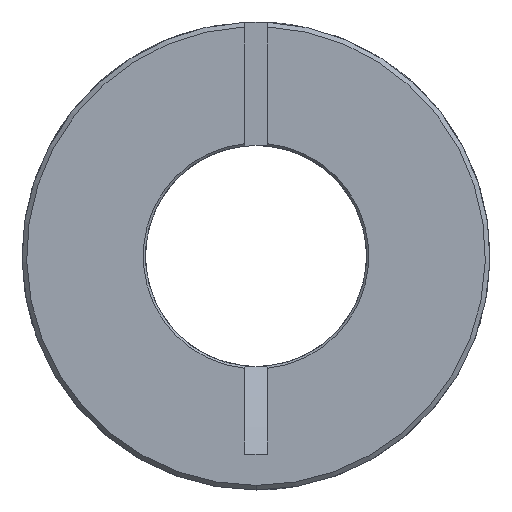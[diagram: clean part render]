
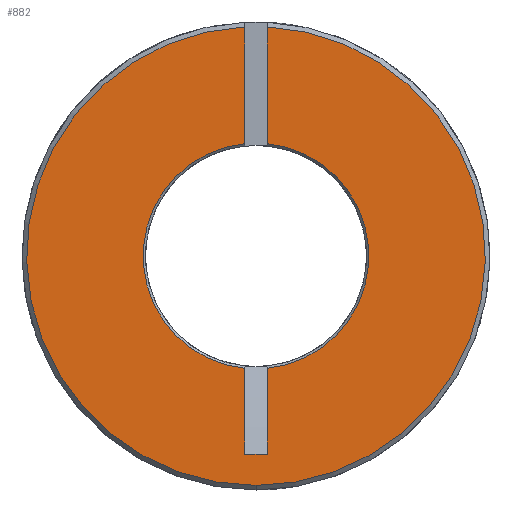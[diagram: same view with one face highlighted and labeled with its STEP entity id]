
A CAD part, left-side view. The second image highlights one B-rep face of the part: STEP entity #882.
In plain terms, the highlighted planar face has unit normal (-1, 0, 0).
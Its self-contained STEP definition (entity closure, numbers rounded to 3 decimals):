
#72 = EDGE_LOOP ( 'NONE', ( #1566, #1580, #1581, #1587, #1592, #1594, #1605, #1608, #1616 ) ) ;
#93 = VERTEX_POINT ( 'NONE', #236 ) ;
#132 = DIRECTION ( 'NONE',  ( -1., 0., 0. ) ) ;
#141 = VERTEX_POINT ( 'NONE', #264 ) ;
#146 = CARTESIAN_POINT ( 'NONE',  ( 0., 0., 0. ) ) ;
#154 = PLANE ( 'NONE',  #928 ) ;
#160 = EDGE_CURVE ( 'NONE', #1875, #1190, #1096, .T. ) ;
#161 = DIRECTION ( 'NONE',  ( 0., 0., 1. ) ) ;
#236 = CARTESIAN_POINT ( 'NONE',  ( 0., 0.61, 12.435 ) ) ;
#247 = VERTEX_POINT ( 'NONE', #366 ) ;
#249 = DIRECTION ( 'NONE',  ( 0., 0., 1. ) ) ;
#254 = VECTOR ( 'NONE', #257, 1000. ) ;
#256 = CIRCLE ( 'NONE', #553, 12.45 ) ;
#257 = DIRECTION ( 'NONE',  ( 0., 0., -1. ) ) ;
#264 = CARTESIAN_POINT ( 'NONE',  ( 0., -0.61, -10.753 ) ) ;
#268 = LINE ( 'NONE', #444, #254 ) ;
#270 = VECTOR ( 'NONE', #440, 1000. ) ;
#273 = CIRCLE ( 'NONE', #556, 6.125 ) ;
#276 = VECTOR ( 'NONE', #377, 1000. ) ;
#278 = LINE ( 'NONE', #421, #270 ) ;
#281 = VECTOR ( 'NONE', #387, 1000. ) ;
#284 = CARTESIAN_POINT ( 'NONE',  ( 0., 0., 0. ) ) ;
#286 = DIRECTION ( 'NONE',  ( -1., 0., 0. ) ) ;
#287 = DIRECTION ( 'NONE',  ( 0., 0., 1. ) ) ;
#291 = VECTOR ( 'NONE', #249, 1000. ) ;
#294 = CIRCLE ( 'NONE', #561, 6.125 ) ;
#296 = LINE ( 'NONE', #382, #276 ) ;
#299 = LINE ( 'NONE', #391, #281 ) ;
#304 = LINE ( 'NONE', #357, #291 ) ;
#351 = CARTESIAN_POINT ( 'NONE',  ( 0., 0.61, -6.095 ) ) ;
#357 = CARTESIAN_POINT ( 'NONE',  ( 0., -0.61, 5.969 ) ) ;
#359 = CARTESIAN_POINT ( 'NONE',  ( 0., 0., 0. ) ) ;
#366 = CARTESIAN_POINT ( 'NONE',  ( 0., -0.61, -6.095 ) ) ;
#369 = DIRECTION ( 'NONE',  ( 1., 0., 0. ) ) ;
#370 = DIRECTION ( 'NONE',  ( 0., 0., 1. ) ) ;
#377 = DIRECTION ( 'NONE',  ( 0., 1., 0. ) ) ;
#382 = CARTESIAN_POINT ( 'NONE',  ( 0., 0., -10.753 ) ) ;
#387 = DIRECTION ( 'NONE',  ( 0., 0., -1. ) ) ;
#391 = CARTESIAN_POINT ( 'NONE',  ( 0., -0.61, 0. ) ) ;
#421 = CARTESIAN_POINT ( 'NONE',  ( 0., 0.61, 0. ) ) ;
#440 = DIRECTION ( 'NONE',  ( 0., 0., 1. ) ) ;
#444 = CARTESIAN_POINT ( 'NONE',  ( 0., 0.61, 12.685 ) ) ;
#500 = CARTESIAN_POINT ( 'NONE',  ( 0., 0., 0. ) ) ;
#503 = DIRECTION ( 'NONE',  ( 1., 0., 0. ) ) ;
#512 = DIRECTION ( 'NONE',  ( 0., 0., 1. ) ) ;
#553 = AXIS2_PLACEMENT_3D ( 'NONE', #918, #895, #755 ) ;
#556 = AXIS2_PLACEMENT_3D ( 'NONE', #500, #503, #512 ) ;
#561 = AXIS2_PLACEMENT_3D ( 'NONE', #359, #369, #370 ) ;
#755 = DIRECTION ( 'NONE',  ( 0., 0., 1. ) ) ;
#882 = ADVANCED_FACE ( 'NONE', ( #1051 ), #154, .T. ) ;
#895 = DIRECTION ( 'NONE',  ( -1., 0., 0. ) ) ;
#918 = CARTESIAN_POINT ( 'NONE',  ( 0., 0., 0. ) ) ;
#928 = AXIS2_PLACEMENT_3D ( 'NONE', #146, #132, #161 ) ;
#1051 = FACE_OUTER_BOUND ( 'NONE', #72, .T. ) ;
#1069 = CARTESIAN_POINT ( 'NONE',  ( 0., 0.61, -10.753 ) ) ;
#1096 = CIRCLE ( 'NONE', #1241, 12.45 ) ;
#1134 = CARTESIAN_POINT ( 'NONE',  ( 0., -0.61, 6.095 ) ) ;
#1190 = VERTEX_POINT ( 'NONE', #1229 ) ;
#1229 = CARTESIAN_POINT ( 'NONE',  ( 0., -0.61, 12.435 ) ) ;
#1241 = AXIS2_PLACEMENT_3D ( 'NONE', #284, #286, #287 ) ;
#1447 = EDGE_CURVE ( 'NONE', #1557, #247, #294, .T. ) ;
#1449 = EDGE_CURVE ( 'NONE', #1557, #1190, #304, .T. ) ;
#1450 = VERTEX_POINT ( 'NONE', #351 ) ;
#1451 = EDGE_CURVE ( 'NONE', #247, #141, #299, .T. ) ;
#1457 = EDGE_CURVE ( 'NONE', #141, #1551, #296, .T. ) ;
#1460 = EDGE_CURVE ( 'NONE', #1551, #1450, #278, .T. ) ;
#1463 = EDGE_CURVE ( 'NONE', #1450, #1611, #273, .T. ) ;
#1466 = EDGE_CURVE ( 'NONE', #93, #1611, #268, .T. ) ;
#1470 = EDGE_CURVE ( 'NONE', #93, #1875, #256, .T. ) ;
#1550 = CARTESIAN_POINT ( 'NONE',  ( 0., 0.61, 6.095 ) ) ;
#1551 = VERTEX_POINT ( 'NONE', #1069 ) ;
#1557 = VERTEX_POINT ( 'NONE', #1134 ) ;
#1566 = ORIENTED_EDGE ( 'NONE', *, *, #1449, .F. ) ;
#1580 = ORIENTED_EDGE ( 'NONE', *, *, #1447, .T. ) ;
#1581 = ORIENTED_EDGE ( 'NONE', *, *, #1451, .T. ) ;
#1587 = ORIENTED_EDGE ( 'NONE', *, *, #1457, .T. ) ;
#1592 = ORIENTED_EDGE ( 'NONE', *, *, #1460, .T. ) ;
#1594 = ORIENTED_EDGE ( 'NONE', *, *, #1463, .T. ) ;
#1605 = ORIENTED_EDGE ( 'NONE', *, *, #1466, .F. ) ;
#1608 = ORIENTED_EDGE ( 'NONE', *, *, #1470, .T. ) ;
#1611 = VERTEX_POINT ( 'NONE', #1550 ) ;
#1616 = ORIENTED_EDGE ( 'NONE', *, *, #160, .T. ) ;
#1747 = CARTESIAN_POINT ( 'NONE',  ( 0., 0., -12.45 ) ) ;
#1875 = VERTEX_POINT ( 'NONE', #1747 ) ;
